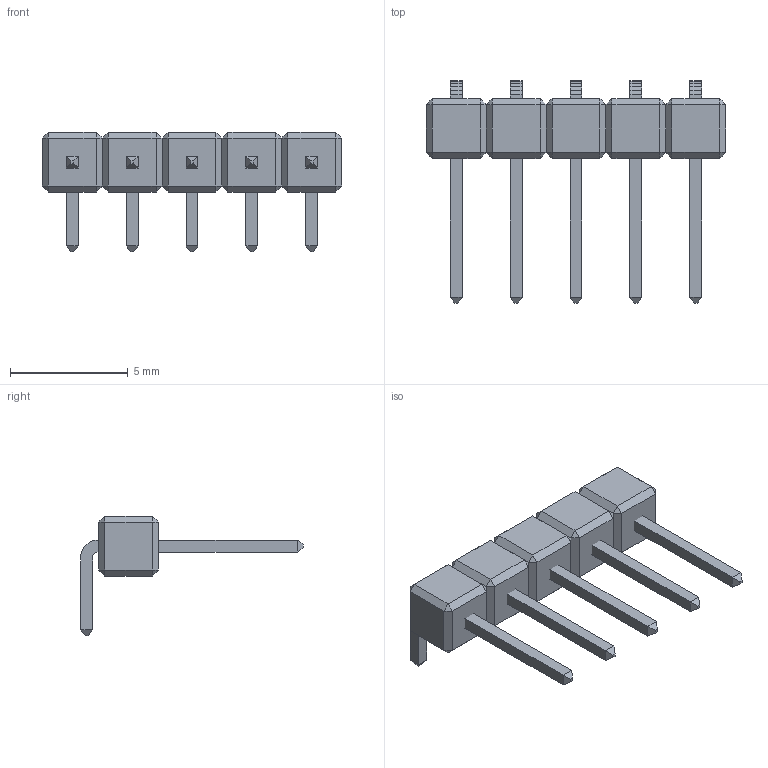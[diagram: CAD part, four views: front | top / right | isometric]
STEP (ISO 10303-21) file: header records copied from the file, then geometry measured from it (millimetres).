
FILE_DESCRIPTION(('STEP AP203'), '1');
FILE_NAME('User Library-PLS-5R', '2023-02-21T06:09:47', (''), (''), 'ASCON STEP Converter 1.3', 'ASCON Math Kernel', '');
FILE_SCHEMA(('CONFIG_CONTROL_DESIGN'));
Length unit declared in the file: millimetre
Products named in the file (1): 16
Bounding box: 12.7 x 9.45 x 5.08 mm (x, y, z)
Volume: 16.1 mm3; surface area: 282.4 mm2
Topology: 5 solids, 14 shells, 266 faces, 606 edges, 356 vertices
Faces by surface type: plane 266
Entity records: 8262 total; most frequent: CARTESIAN_POINT 1229, ORIENTED_EDGE 1164, DIRECTION 1140, EDGE_CURVE 606, LINE 606, VECTOR 606, VERTEX_POINT 356, AXIS2_PLACEMENT_3D 267
